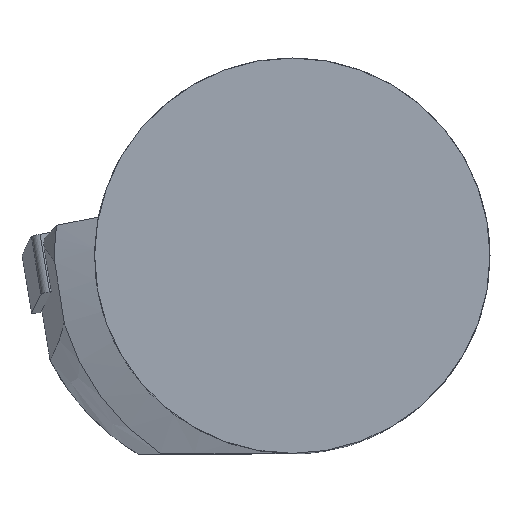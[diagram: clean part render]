
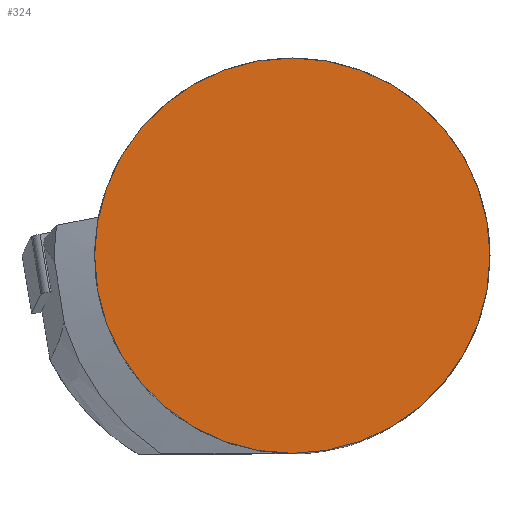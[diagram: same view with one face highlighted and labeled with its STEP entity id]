
A CAD part, top view. The second image highlights one B-rep face of the part: STEP entity #324.
In plain terms, the highlighted planar face has unit normal (0, 0, 1).
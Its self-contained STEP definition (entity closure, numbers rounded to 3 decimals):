
#116=PLANE('',#953);
#148=FACE_OUTER_BOUND('',#391,.T.);
#324=ADVANCED_FACE('',(#148),#116,.T.);
#391=EDGE_LOOP('',(#559));
#559=ORIENTED_EDGE('',*,*,#701,.T.);
#630=VERTEX_POINT('',#1306);
#701=EDGE_CURVE('',#630,#630,#790,.T.);
#790=CIRCLE('',#901,16.);
#901=AXIS2_PLACEMENT_3D('',#1305,#1009,#1010);
#953=AXIS2_PLACEMENT_3D('',#1471,#1139,#1140);
#1009=DIRECTION('',(0.,0.,1.));
#1010=DIRECTION('',(1.,0.,0.));
#1139=DIRECTION('',(0.,0.,1.));
#1140=DIRECTION('',(1.,0.,0.));
#1305=CARTESIAN_POINT('',(0.,0.,0.));
#1306=CARTESIAN_POINT('',(16.,0.,0.));
#1471=CARTESIAN_POINT('',(0.,0.,0.));
